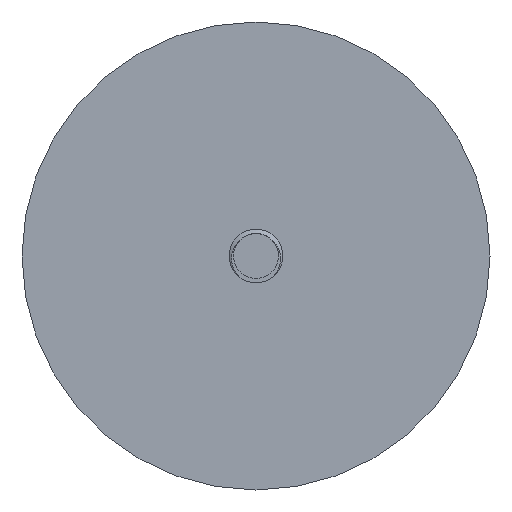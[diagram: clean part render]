
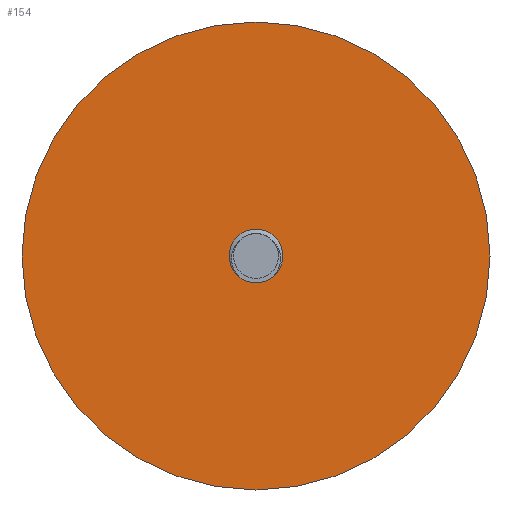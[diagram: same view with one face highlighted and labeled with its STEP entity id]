
A CAD part, left-side view. The second image highlights one B-rep face of the part: STEP entity #154.
In plain terms, the highlighted planar face has unit normal (-1, 0, 0).
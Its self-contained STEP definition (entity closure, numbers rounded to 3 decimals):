
#116=FACE_BOUND('',#198,.T.);
#154=ADVANCED_FACE('',(#116,#173),#160,.F.);
#160=PLANE('',#335);
#173=FACE_OUTER_BOUND('',#199,.T.);
#198=EDGE_LOOP('',(#248));
#199=EDGE_LOOP('',(#249));
#248=ORIENTED_EDGE('',*,*,#288,.F.);
#249=ORIENTED_EDGE('',*,*,#293,.T.);
#263=VERTEX_POINT('',#2580);
#268=VERTEX_POINT('',#2595);
#288=EDGE_CURVE('',#263,#263,#301,.T.);
#293=EDGE_CURVE('',#268,#268,#306,.T.);
#301=CIRCLE('',#323,3.);
#306=CIRCLE('',#333,26.);
#323=AXIS2_PLACEMENT_3D('',#2579,#371,#372);
#333=AXIS2_PLACEMENT_3D('',#2594,#391,#392);
#335=AXIS2_PLACEMENT_3D('',#2597,#395,#396);
#371=DIRECTION('',(-1.,0.,0.));
#372=DIRECTION('',(0.,0.,1.));
#391=DIRECTION('',(-1.,0.,0.));
#392=DIRECTION('',(0.,0.,1.));
#395=DIRECTION('',(1.,0.,0.));
#396=DIRECTION('',(0.,0.,-1.));
#2579=CARTESIAN_POINT('',(87.25,101.25,0.));
#2580=CARTESIAN_POINT('',(87.25,101.25,3.));
#2594=CARTESIAN_POINT('',(87.25,101.25,0.));
#2595=CARTESIAN_POINT('',(87.25,101.25,26.));
#2597=CARTESIAN_POINT('',(87.25,127.25,0.));
